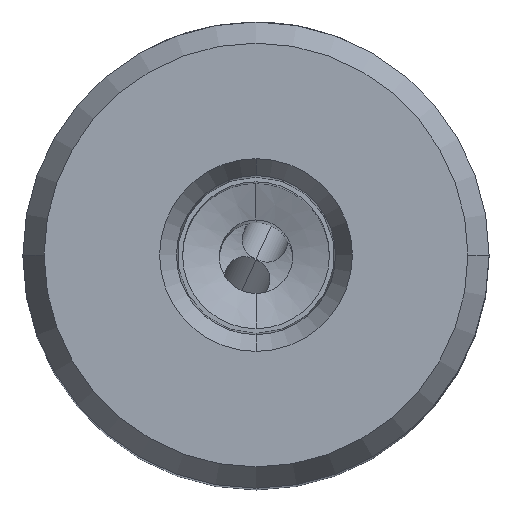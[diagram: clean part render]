
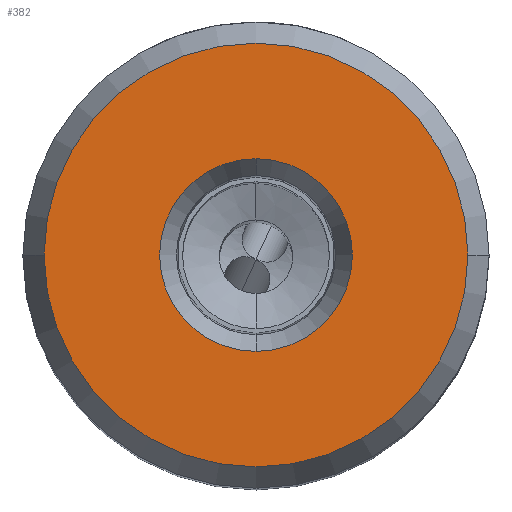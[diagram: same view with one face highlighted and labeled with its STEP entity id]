
A CAD part, top view. The second image highlights one B-rep face of the part: STEP entity #382.
In plain terms, the highlighted planar face has unit normal (0, 0, 1).
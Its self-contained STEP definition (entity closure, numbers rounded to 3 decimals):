
#46=FACE_BOUND('',#682,.T.);
#47=FACE_BOUND('',#683,.T.);
#141=PLANE('',#2924);
#382=ADVANCED_FACE('',(#46,#47),#141,.T.);
#682=EDGE_LOOP('',(#1359,#1360));
#683=EDGE_LOOP('',(#1361,#1362));
#1359=ORIENTED_EDGE('',*,*,#2435,.T.);
#1360=ORIENTED_EDGE('',*,*,#2436,.T.);
#1361=ORIENTED_EDGE('',*,*,#2437,.T.);
#1362=ORIENTED_EDGE('',*,*,#2438,.T.);
#2082=VERTEX_POINT('',#6929);
#2083=VERTEX_POINT('',#6931);
#2084=VERTEX_POINT('',#6937);
#2085=VERTEX_POINT('',#6938);
#2435=EDGE_CURVE('',#2082,#2083,#2701,.T.);
#2436=EDGE_CURVE('',#2083,#2082,#2702,.T.);
#2437=EDGE_CURVE('',#2084,#2085,#2703,.T.);
#2438=EDGE_CURVE('',#2085,#2084,#2704,.T.);
#2701=CIRCLE('',#2918,5.25);
#2702=CIRCLE('',#2920,5.25);
#2703=CIRCLE('',#2922,11.545);
#2704=CIRCLE('',#2923,11.545);
#2918=AXIS2_PLACEMENT_3D('',#6932,#3242,#3243);
#2920=AXIS2_PLACEMENT_3D('',#6934,#3246,#3247);
#2922=AXIS2_PLACEMENT_3D('',#6936,#3250,#3251);
#2923=AXIS2_PLACEMENT_3D('',#6939,#3252,#3253);
#2924=AXIS2_PLACEMENT_3D('',#6940,#3254,#3255);
#3242=DIRECTION('',(0.,0.,-1.));
#3243=DIRECTION('',(0.,-1.,0.));
#3246=DIRECTION('',(0.,0.,-1.));
#3247=DIRECTION('',(0.,1.,0.));
#3250=DIRECTION('',(0.,0.,1.));
#3251=DIRECTION('',(-1.,0.,0.));
#3252=DIRECTION('',(0.,0.,1.));
#3253=DIRECTION('',(1.,0.,0.));
#3254=DIRECTION('',(0.,0.,1.));
#3255=DIRECTION('',(-1.,0.,0.));
#6929=CARTESIAN_POINT('',(0.,-5.25,28.65));
#6931=CARTESIAN_POINT('',(0.,5.25,28.65));
#6932=CARTESIAN_POINT('',(0.,0.,28.65));
#6934=CARTESIAN_POINT('',(0.,0.,28.65));
#6936=CARTESIAN_POINT('',(0.,0.,28.65));
#6937=CARTESIAN_POINT('',(-11.545,0.,28.65));
#6938=CARTESIAN_POINT('',(11.545,0.,28.65));
#6939=CARTESIAN_POINT('',(0.,0.,28.65));
#6940=CARTESIAN_POINT('',(0.,0.,28.65));
